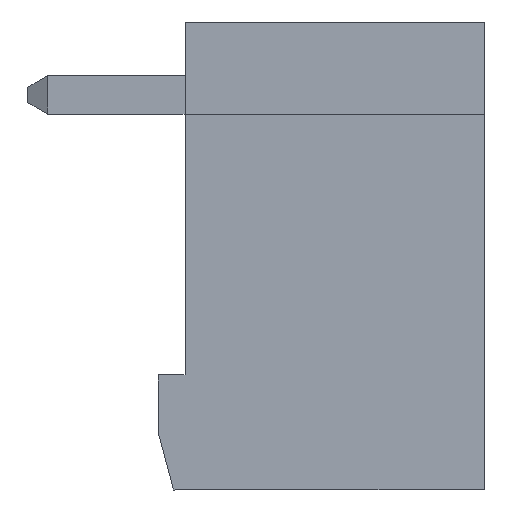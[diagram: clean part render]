
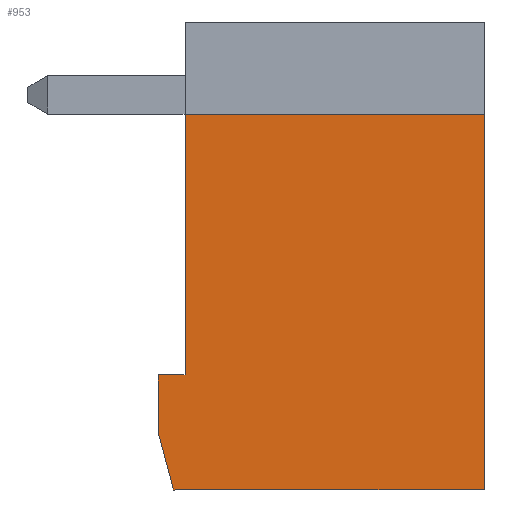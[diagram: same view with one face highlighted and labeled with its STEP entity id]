
A CAD part, front view. The second image highlights one B-rep face of the part: STEP entity #953.
In plain terms, the highlighted planar face has unit normal (0, -1, 0).
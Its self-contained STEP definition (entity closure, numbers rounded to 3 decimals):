
#953 = ADVANCED_FACE( '', ( #2010 ), #2011, .F. );
#2010 = FACE_OUTER_BOUND( '', #3140, .T. );
#2011 = PLANE( '', #3141 );
#3140 = EDGE_LOOP( '', ( #5909, #5910, #5911, #5912, #5913, #5914, #5915 ) );
#3141 = AXIS2_PLACEMENT_3D( '', #5916, #5917, #5918 );
#5909 = ORIENTED_EDGE( '', *, *, #7723, .F. );
#5910 = ORIENTED_EDGE( '', *, *, #7403, .F. );
#5911 = ORIENTED_EDGE( '', *, *, #6961, .F. );
#5912 = ORIENTED_EDGE( '', *, *, #7014, .F. );
#5913 = ORIENTED_EDGE( '', *, *, #7495, .F. );
#5914 = ORIENTED_EDGE( '', *, *, #7546, .F. );
#5915 = ORIENTED_EDGE( '', *, *, #7688, .F. );
#5916 = CARTESIAN_POINT( '', ( 259.301, 25.85, -9.8 ) );
#5917 = DIRECTION( '', ( 0., 1., 0. ) );
#5918 = DIRECTION( '', ( 1., 0., 0. ) );
#6961 = EDGE_CURVE( '', #8466, #8468, #8469, .T. );
#7014 = EDGE_CURVE( '', #8551, #8466, #8552, .T. );
#7403 = EDGE_CURVE( '', #8468, #9120, #9121, .T. );
#7495 = EDGE_CURVE( '', #9245, #8551, #9248, .T. );
#7546 = EDGE_CURVE( '', #9312, #9245, #9315, .T. );
#7688 = EDGE_CURVE( '', #9482, #9312, #9485, .T. );
#7723 = EDGE_CURVE( '', #9120, #9482, #9521, .T. );
#8466 = VERTEX_POINT( '', #10559 );
#8468 = VERTEX_POINT( '', #10562 );
#8469 = LINE( '', #10563, #10564 );
#8551 = VERTEX_POINT( '', #10685 );
#8552 = LINE( '', #10686, #10687 );
#9120 = VERTEX_POINT( '', #11531 );
#9121 = LINE( '', #11532, #11533 );
#9245 = VERTEX_POINT( '', #11717 );
#9248 = LINE( '', #11721, #11722 );
#9312 = VERTEX_POINT( '', #11829 );
#9315 = LINE( '', #11833, #11834 );
#9482 = VERTEX_POINT( '', #12078 );
#9485 = LINE( '', #12082, #12083 );
#9521 = LINE( '', #12135, #12136 );
#10559 = CARTESIAN_POINT( '', ( 267.801, 25.85, 0. ) );
#10562 = CARTESIAN_POINT( '', ( 267.801, 25.85, -9.8 ) );
#10563 = CARTESIAN_POINT( '', ( 267.801, 25.85, -9.8 ) );
#10564 = VECTOR( '', #12625, 1000. );
#10685 = CARTESIAN_POINT( '', ( 260., 25.85, 0. ) );
#10686 = CARTESIAN_POINT( '', ( 267.801, 25.85, 0. ) );
#10687 = VECTOR( '', #12671, 1000. );
#11531 = CARTESIAN_POINT( '', ( 259.701, 25.85, -9.8 ) );
#11532 = CARTESIAN_POINT( '', ( 266.303, 25.85, -9.8 ) );
#11533 = VECTOR( '', #13005, 1000. );
#11717 = CARTESIAN_POINT( '', ( 260., 25.85, -6.8 ) );
#11721 = CARTESIAN_POINT( '', ( 260., 25.85, 0. ) );
#11722 = VECTOR( '', #13076, 1000. );
#11829 = CARTESIAN_POINT( '', ( 259.301, 25.85, -6.8 ) );
#11833 = CARTESIAN_POINT( '', ( 259.901, 25.85, -6.8 ) );
#11834 = VECTOR( '', #13118, 1000. );
#12078 = CARTESIAN_POINT( '', ( 259.301, 25.85, -8.307 ) );
#12082 = CARTESIAN_POINT( '', ( 259.301, 25.85, -6.8 ) );
#12083 = VECTOR( '', #13215, 1000. );
#12135 = CARTESIAN_POINT( '', ( 259.301, 25.85, -8.307 ) );
#12136 = VECTOR( '', #13232, 1000. );
#12625 = DIRECTION( '', ( 0., 0., -1. ) );
#12671 = DIRECTION( '', ( 1., 0., 0. ) );
#13005 = DIRECTION( '', ( -1., 0., 0. ) );
#13076 = DIRECTION( '', ( 0., 0., 1. ) );
#13118 = DIRECTION( '', ( 1., 0., 0. ) );
#13215 = DIRECTION( '', ( 0., 0., 1. ) );
#13232 = DIRECTION( '', ( -0.259, 0., 0.966 ) );
